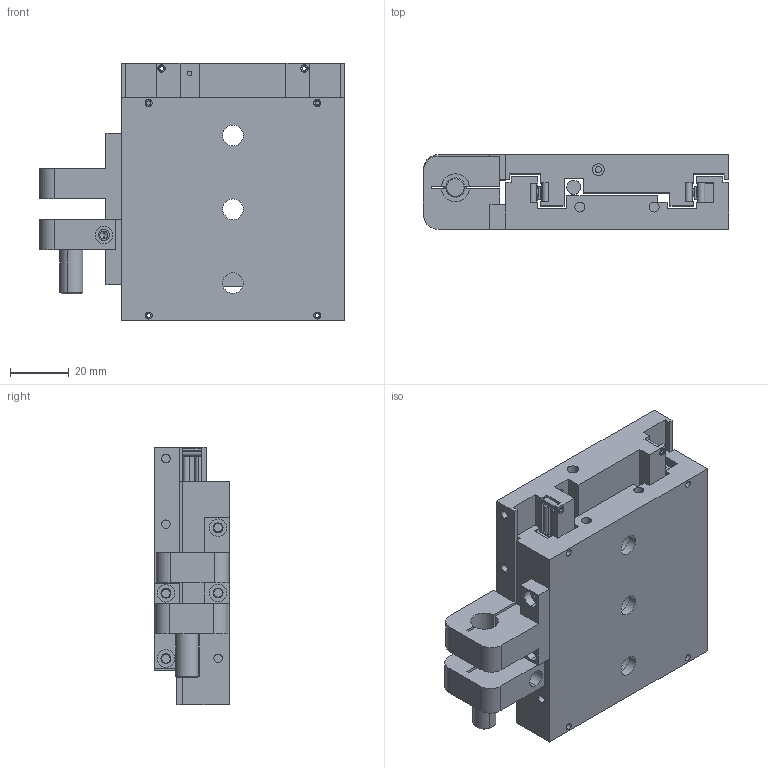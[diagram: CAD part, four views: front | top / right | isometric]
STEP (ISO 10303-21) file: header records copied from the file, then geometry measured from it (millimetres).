
FILE_DESCRIPTION (( 'STEP AP203' ), '1' );
FILE_NAME ('TSB28M.STEP', '2023-07-06T18:18:39', ( '' ), ( '' ), 'SwSTEP 2.0', 'SolidWorks 2019', '' );
FILE_SCHEMA (( 'CONFIG_CONTROL_DESIGN' ));
Length unit declared in the file: millimetre
Products named in the file (11): 1-8 in bearing strip filled; Screw 5-16 in-18 x 1in set screw; TSB28 Base; Rod - 3-32 x 70mm; TSB28M; Spring; AMB Clamp; TSB28-M Top; Roll pin, 3-32 dia x 7-16in (SS)_92373A142; AMB Contact; CompressionBar
Assembly tree (25 placements, depth 2):
  TSB28M
    TSB28 Base
    CompressionBar
    Rod - 3-32 x 70mm  x8
    Spring
    TSB28-M Top
    AMB Clamp
    AMB Contact
    Screw 5-16 in-18 x 1in set screw
    1-8 in bearing strip filled  x2
    Roll pin, 3-32 dia x 7-16in (SS)_92373A142  x8
Bounding box: 104.2 x 25.6 x 88 mm (x, y, z)
Volume: 141170.5 mm3; surface area: 59879.9 mm2
Topology: 23 solids, 49 shells, 560 faces, 1462 edges, 972 vertices
Faces by surface type: cylinder 246, plane 210, cone 56, sphere 48
Entity records: 14474 total; most frequent: DIRECTION 2375, CARTESIAN_POINT 2251, ORIENTED_EDGE 2082, EDGE_CURVE 1041, AXIS2_PLACEMENT_3D 906, VERTEX_POINT 694, LINE 563, VECTOR 563
